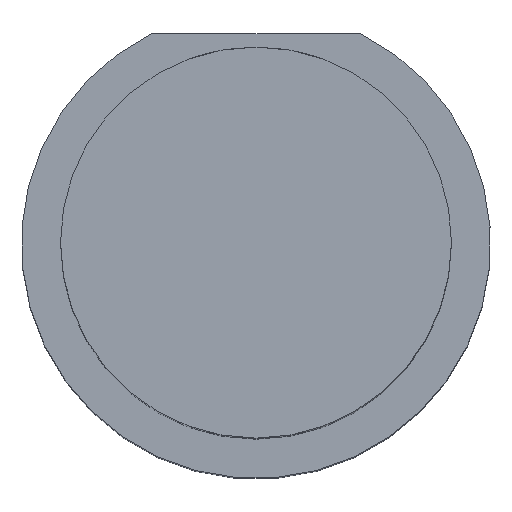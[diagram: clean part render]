
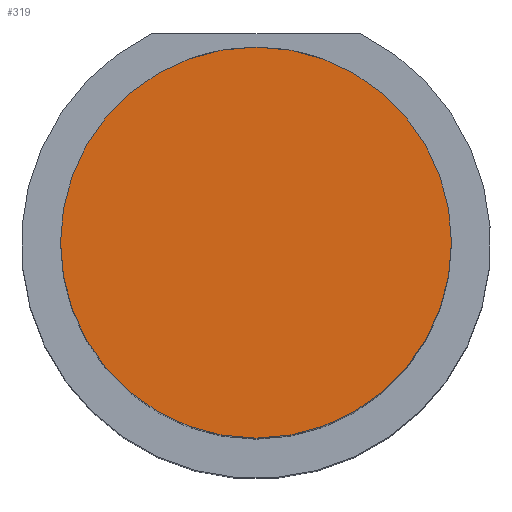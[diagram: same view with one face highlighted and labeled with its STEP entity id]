
A CAD part, top view. The second image highlights one B-rep face of the part: STEP entity #319.
In plain terms, the highlighted planar face has unit normal (0, 0, 1).
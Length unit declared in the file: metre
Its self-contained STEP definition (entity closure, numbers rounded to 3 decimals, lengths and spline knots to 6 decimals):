
#27=CIRCLE('',#351,0.0075);
#85=ORIENTED_EDGE('',*,*,#137,.T.);
#137=EDGE_CURVE('',#175,#175,#27,.T.);
#175=VERTEX_POINT('',#509);
#257=EDGE_LOOP('',(#85));
#285=FACE_BOUND('',#257,.T.);
#300=PLANE('',#365);
#319=ADVANCED_FACE('',(#285),#300,.T.);
#351=AXIS2_PLACEMENT_3D('',#508,#408,#409);
#365=AXIS2_PLACEMENT_3D('',#539,#442,#443);
#408=DIRECTION('',(0.,0.,1.));
#409=DIRECTION('',(1.,0.,0.));
#442=DIRECTION('',(0.,0.,1.));
#443=DIRECTION('',(1.,0.,0.));
#508=CARTESIAN_POINT('',(0.,0.,0.073));
#509=CARTESIAN_POINT('',(0.0075,0.,0.073));
#539=CARTESIAN_POINT('',(0.,-0.000469,0.073));
